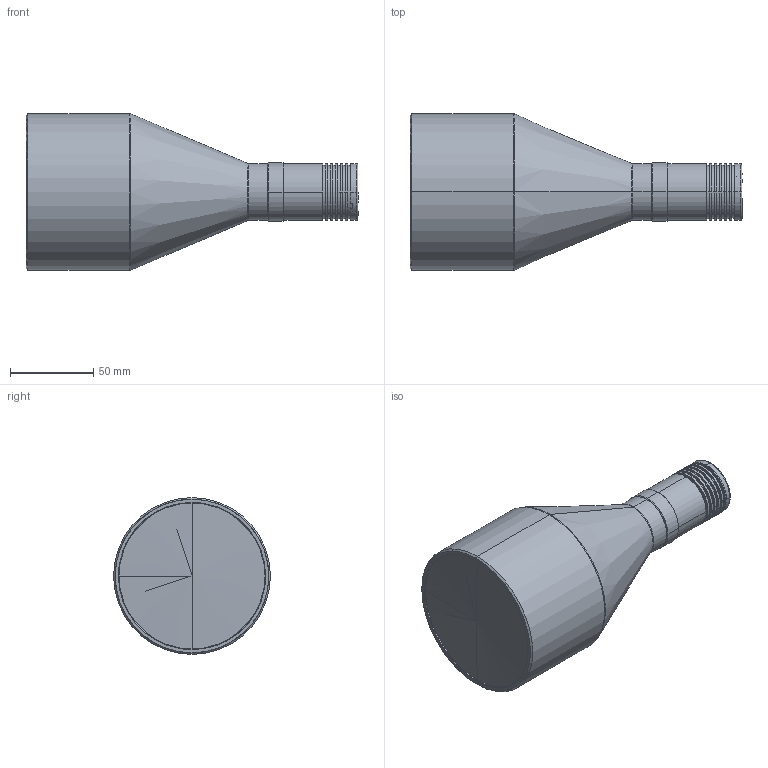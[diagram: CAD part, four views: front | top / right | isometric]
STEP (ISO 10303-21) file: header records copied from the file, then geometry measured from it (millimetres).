
FILE_DESCRIPTION (( 'STEP AP203' ), '1' );
FILE_NAME ('DTCL-72.STEP', '2019-12-02T01:36:08', ( 'Windows 蚚誧' ), ( '' ), 'SwSTEP 2.0', 'SolidWorks 2017', '' );
FILE_SCHEMA (( 'CONFIG_CONTROL_DESIGN' ));
Length unit declared in the file: millimetre
Products named in the file (1): DTCL-72
Bounding box: 198.91 x 94 x 94 mm (x, y, z)
Surface area: 50600.3 mm2 (no closed solid volume)
Topology: 0 solids, 125 shells, 143 faces, 620 edges, 595 vertices
Faces by surface type: cylinder 83, plane 30, cone 24, bspline 6
Entity records: 10128 total; most frequent: CARTESIAN_POINT 5468, DIRECTION 880, ORIENTED_EDGE 633, EDGE_CURVE 615, VERTEX_POINT 594, AXIS2_PLACEMENT_3D 335, LINE 210, VECTOR 210
